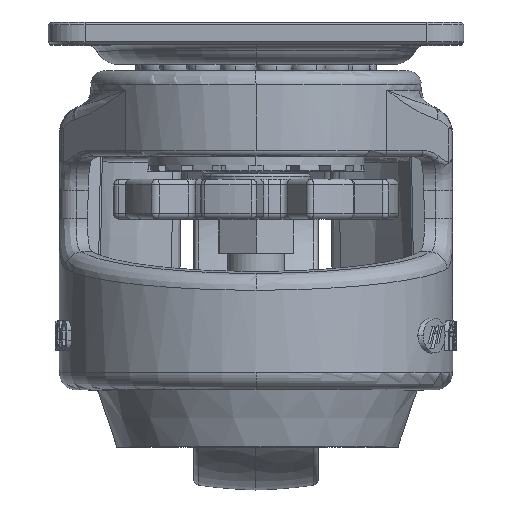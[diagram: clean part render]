
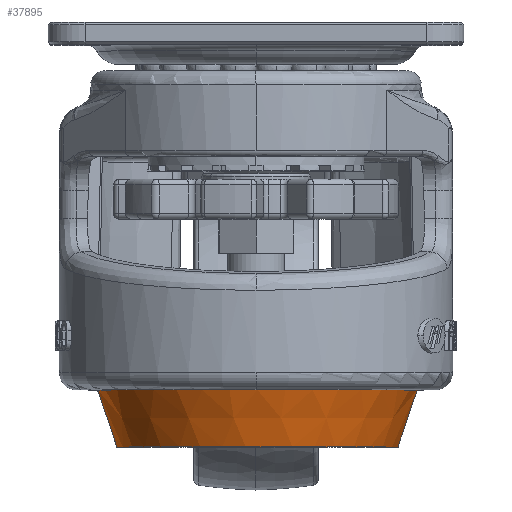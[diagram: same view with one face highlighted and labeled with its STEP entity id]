
A CAD part, top view. The second image highlights one B-rep face of the part: STEP entity #37895.
In plain terms, the highlighted conical face has half-angle 19.29 degrees and reference radius 25 mm.
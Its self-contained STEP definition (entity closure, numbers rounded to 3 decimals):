
#286 = AXIS2_PLACEMENT_3D ( 'NONE', #38048, #7966, #43106 ) ;
#442 = CARTESIAN_POINT ( 'NONE',  ( -4.678, 4.891, 26.299 ) ) ;
#2869 = CARTESIAN_POINT ( 'NONE',  ( -4.501, 3.26, -25.751 ) ) ;
#3402 = ORIENTED_EDGE ( 'NONE', *, *, #41513, .T. ) ;
#5463 = CARTESIAN_POINT ( 'NONE',  ( -5.047, 8.297, 27.444 ) ) ;
#7701 = CARTESIAN_POINT ( 'NONE',  ( -5.047, 8.297, -27.444 ) ) ;
#7901 = CARTESIAN_POINT ( 'NONE',  ( -4.145, 0., -24.654 ) ) ;
#7966 = DIRECTION ( 'NONE',  ( 0., -1., 0. ) ) ;
#12286 = VERTEX_POINT ( 'NONE', #46364 ) ;
#13136 = AXIS2_PLACEMENT_3D ( 'NONE', #36280, #21312, #41365 ) ;
#13267 = CARTESIAN_POINT ( 'NONE',  ( -4.145, 0., 24.654 ) ) ;
#13305 = VERTEX_POINT ( 'NONE', #51143 ) ;
#15881 = CARTESIAN_POINT ( 'NONE',  ( 0., 10., 0. ) ) ;
#15939 = ORIENTED_EDGE ( 'NONE', *, *, #50961, .T. ) ;
#20923 = DIRECTION ( 'NONE',  ( 0., 0., -1. ) ) ;
#21312 = DIRECTION ( 'NONE',  ( 0., 1., 0. ) ) ;
#23743 = VERTEX_POINT ( 'NONE', #13267 ) ;
#28672 = ORIENTED_EDGE ( 'NONE', *, *, #43251, .F. ) ;
#30411 = CARTESIAN_POINT ( 'NONE',  ( -4.501, 3.26, 25.751 ) ) ;
#32099 = B_SPLINE_CURVE_WITH_KNOTS ( 'NONE', 3,
 ( #45440, #50502, #30411, #442, #35519, #5463, #40618 ),
 .UNSPECIFIED., .F., .F.,
 ( 4, 3, 4 ),
 ( 0., 0.005, 0.011 ),
 .UNSPECIFIED. ) ;
#32883 = CARTESIAN_POINT ( 'NONE',  ( -4.678, 4.891, -26.299 ) ) ;
#34005 = CIRCLE ( 'NONE', #57100, 28.5 ) ;
#34370 = VERTEX_POINT ( 'NONE', #46734 ) ;
#35519 = CARTESIAN_POINT ( 'NONE',  ( -4.863, 6.594, 26.871 ) ) ;
#36280 = CARTESIAN_POINT ( 'NONE',  ( 0., 0., 0. ) ) ;
#37660 = ORIENTED_EDGE ( 'NONE', *, *, #57180, .T. ) ;
#37895 = ADVANCED_FACE ( 'NONE', ( #57654 ), #56119, .T. ) ;
#37988 = CARTESIAN_POINT ( 'NONE',  ( -4.323, 1.63, -25.203 ) ) ;
#38048 = CARTESIAN_POINT ( 'NONE',  ( 0., 0., 0. ) ) ;
#40618 = CARTESIAN_POINT ( 'NONE',  ( -5.231, 10., 28.016 ) ) ;
#41365 = DIRECTION ( 'NONE',  ( 0., 0., 1. ) ) ;
#41513 = EDGE_CURVE ( 'NONE', #13305, #12286, #51610, .T. ) ;
#43106 = DIRECTION ( 'NONE',  ( 0., 0., -1. ) ) ;
#43251 = EDGE_CURVE ( 'NONE', #23743, #12286, #57296, .T. ) ;
#45440 = CARTESIAN_POINT ( 'NONE',  ( -4.145, 0., 24.654 ) ) ;
#46364 = CARTESIAN_POINT ( 'NONE',  ( -4.145, 0., -24.654 ) ) ;
#46734 = CARTESIAN_POINT ( 'NONE',  ( -5.231, 10., 28.016 ) ) ;
#50502 = CARTESIAN_POINT ( 'NONE',  ( -4.323, 1.63, 25.203 ) ) ;
#50961 = EDGE_CURVE ( 'NONE', #34370, #13305, #34005, .T. ) ;
#51062 = DIRECTION ( 'NONE',  ( 0., -1., 0. ) ) ;
#51143 = CARTESIAN_POINT ( 'NONE',  ( -5.231, 10., -28.016 ) ) ;
#51610 = B_SPLINE_CURVE_WITH_KNOTS ( 'NONE', 3,
 ( #52940, #7701, #63009, #32883, #2869, #37988, #7901 ),
 .UNSPECIFIED., .F., .F.,
 ( 4, 3, 4 ),
 ( 0., 0.005, 0.011 ),
 .UNSPECIFIED. ) ;
#52940 = CARTESIAN_POINT ( 'NONE',  ( -5.231, 10., -28.016 ) ) ;
#55539 = EDGE_LOOP ( 'NONE', ( #15939, #3402, #28672, #37660 ) ) ;
#56119 = CONICAL_SURFACE ( 'NONE', #13136, 25., 0.337 ) ;
#57100 = AXIS2_PLACEMENT_3D ( 'NONE', #15881, #51062, #20923 ) ;
#57180 = EDGE_CURVE ( 'NONE', #23743, #34370, #32099, .T. ) ;
#57296 = CIRCLE ( 'NONE', #286, 25. ) ;
#57654 = FACE_OUTER_BOUND ( 'NONE', #55539, .T. ) ;
#63009 = CARTESIAN_POINT ( 'NONE',  ( -4.863, 6.594, -26.871 ) ) ;
